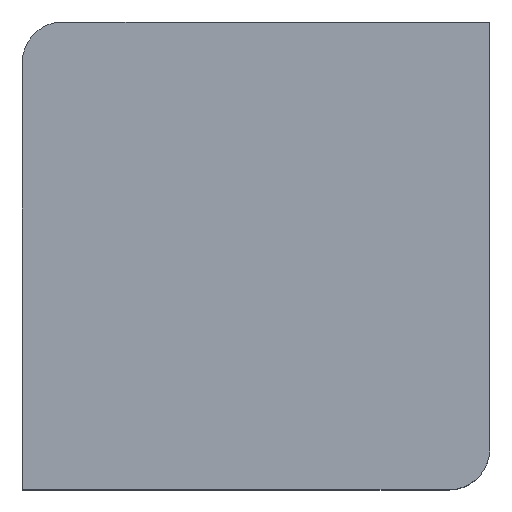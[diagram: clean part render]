
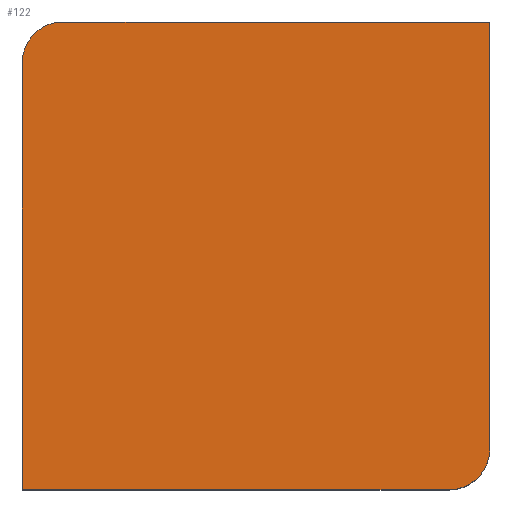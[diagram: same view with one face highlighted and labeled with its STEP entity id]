
A CAD part, top view. The second image highlights one B-rep face of the part: STEP entity #122.
In plain terms, the highlighted planar face has unit normal (0, 0, 1).
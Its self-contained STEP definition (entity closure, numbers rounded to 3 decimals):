
#122=ADVANCED_FACE('',(#138),#129,.T.);
#129=PLANE('',#276);
#138=FACE_OUTER_BOUND('',#147,.T.);
#147=EDGE_LOOP('',(#217,#218,#219,#220,#221,#222,#223));
#154=LINE('',#340,#171);
#156=LINE('',#344,#173);
#158=LINE('',#348,#175);
#162=LINE('',#356,#179);
#164=LINE('',#360,#181);
#171=VECTOR('',#291,1.);
#173=VECTOR('',#295,1.);
#175=VECTOR('',#299,1.);
#179=VECTOR('',#305,1.);
#181=VECTOR('',#309,1.);
#217=ORIENTED_EDGE('',*,*,#257,.T.);
#218=ORIENTED_EDGE('',*,*,#254,.F.);
#219=ORIENTED_EDGE('',*,*,#256,.T.);
#220=ORIENTED_EDGE('',*,*,#250,.F.);
#221=ORIENTED_EDGE('',*,*,#258,.F.);
#222=ORIENTED_EDGE('',*,*,#248,.F.);
#223=ORIENTED_EDGE('',*,*,#246,.F.);
#231=VERTEX_POINT('',#339);
#232=VERTEX_POINT('',#341);
#233=VERTEX_POINT('',#345);
#234=VERTEX_POINT('',#349);
#235=VERTEX_POINT('',#350);
#236=VERTEX_POINT('',#355);
#237=VERTEX_POINT('',#357);
#246=EDGE_CURVE('',#231,#232,#154,.T.);
#248=EDGE_CURVE('',#232,#233,#156,.T.);
#250=EDGE_CURVE('',#234,#235,#158,.T.);
#254=EDGE_CURVE('',#236,#237,#162,.T.);
#256=EDGE_CURVE('',#236,#235,#164,.T.);
#257=EDGE_CURVE('',#231,#237,#261,.T.);
#258=EDGE_CURVE('',#233,#234,#262,.T.);
#261=CIRCLE('',#272,0.02);
#262=CIRCLE('',#274,0.02);
#272=AXIS2_PLACEMENT_3D('',#362,#312,#313);
#274=AXIS2_PLACEMENT_3D('',#364,#316,#317);
#276=AXIS2_PLACEMENT_3D('',#366,#320,#321);
#291=DIRECTION('',(-1.,0.,0.));
#295=DIRECTION('',(0.,1.,0.));
#299=DIRECTION('',(1.,0.,0.));
#305=DIRECTION('',(0.,-1.,0.));
#309=DIRECTION('',(-1.,0.,0.));
#312=DIRECTION('',(0.,0.,1.));
#313=DIRECTION('',(1.,0.,0.));
#316=DIRECTION('',(0.,0.,-1.));
#317=DIRECTION('',(1.,0.,0.));
#320=DIRECTION('',(0.,0.,1.));
#321=DIRECTION('',(-1.,0.,0.));
#339=CARTESIAN_POINT('',(0.595,0.135,0.25));
#340=CARTESIAN_POINT('',(0.5,0.135,0.25));
#341=CARTESIAN_POINT('',(0.385,0.135,0.25));
#344=CARTESIAN_POINT('',(0.385,0.25,0.25));
#345=CARTESIAN_POINT('',(0.385,0.345,0.25));
#348=CARTESIAN_POINT('',(0.5,0.365,0.25));
#349=CARTESIAN_POINT('',(0.405,0.365,0.25));
#350=CARTESIAN_POINT('',(0.552,0.365,0.25));
#355=CARTESIAN_POINT('',(0.615,0.365,0.25));
#356=CARTESIAN_POINT('',(0.615,0.25,0.25));
#357=CARTESIAN_POINT('',(0.615,0.155,0.25));
#360=CARTESIAN_POINT('',(0.5,0.365,0.25));
#362=CARTESIAN_POINT('',(0.595,0.155,0.25));
#364=CARTESIAN_POINT('',(0.405,0.345,0.25));
#366=CARTESIAN_POINT('',(0.5,0.25,0.25));
